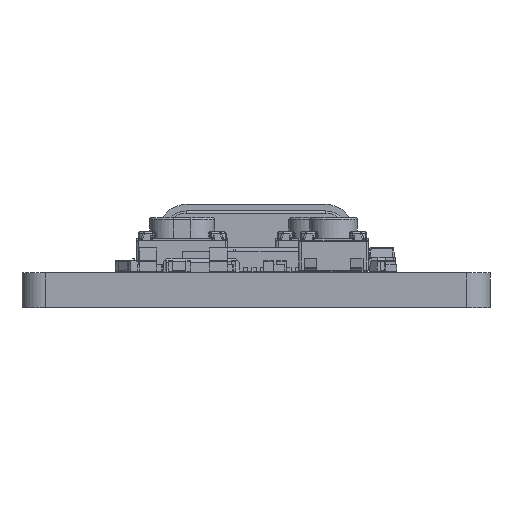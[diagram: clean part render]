
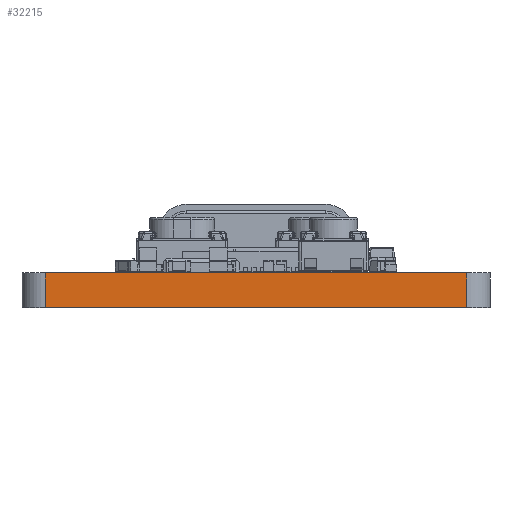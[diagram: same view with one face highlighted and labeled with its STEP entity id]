
A CAD part, front view. The second image highlights one B-rep face of the part: STEP entity #32215.
In plain terms, the highlighted planar face has unit normal (0, -1, 0).
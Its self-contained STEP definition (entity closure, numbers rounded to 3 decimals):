
#2302=FACE_OUTER_BOUND('',#4051,.T.);
#4051=EDGE_LOOP('',(#26315,#26316,#26317,#26318));
#8240=LINE('',#51384,#11740);
#8242=LINE('',#51392,#11742);
#8243=LINE('',#51394,#11743);
#8244=LINE('',#51395,#11744);
#11740=VECTOR('',#41801,1.);
#11742=VECTOR('',#41809,1.);
#11743=VECTOR('',#41810,1.);
#11744=VECTOR('',#41811,1.);
#14583=VERTEX_POINT('',#51382);
#14584=VERTEX_POINT('',#51383);
#14587=VERTEX_POINT('',#51391);
#14588=VERTEX_POINT('',#51393);
#18582=EDGE_CURVE('',#14583,#14584,#8240,.T.);
#18586=EDGE_CURVE('',#14584,#14587,#8242,.T.);
#18587=EDGE_CURVE('',#14588,#14587,#8243,.T.);
#18588=EDGE_CURVE('',#14583,#14588,#8244,.T.);
#26315=ORIENTED_EDGE('',*,*,#18582,.T.);
#26316=ORIENTED_EDGE('',*,*,#18586,.T.);
#26317=ORIENTED_EDGE('',*,*,#18587,.F.);
#26318=ORIENTED_EDGE('',*,*,#18588,.F.);
#29746=PLANE('',#34618);
#32215=ADVANCED_FACE('',(#2302),#29746,.T.);
#34618=AXIS2_PLACEMENT_3D('',#51390,#41807,#41808);
#41801=DIRECTION('',(0.,0.,1.));
#41807=DIRECTION('center_axis',(0.,-1.,
0.));
#41808=DIRECTION('ref_axis',(-1.,0.,0.));
#41809=DIRECTION('',(-1.,0.,0.));
#41810=DIRECTION('',(0.,0.,1.));
#41811=DIRECTION('',(-1.,0.,0.));
#51382=CARTESIAN_POINT('',(150.476,-89.986,0.));
#51383=CARTESIAN_POINT('',(150.476,-89.986,1.6));
#51384=CARTESIAN_POINT('',(150.476,-89.986,0.));
#51390=CARTESIAN_POINT('Origin',(150.476,-89.986,0.));
#51391=CARTESIAN_POINT('',(131.074,-89.986,1.6));
#51392=CARTESIAN_POINT('',(150.476,-89.986,1.6));
#51393=CARTESIAN_POINT('',(131.074,-89.986,0.));
#51394=CARTESIAN_POINT('',(131.074,-89.986,0.));
#51395=CARTESIAN_POINT('',(150.476,-89.986,0.));
